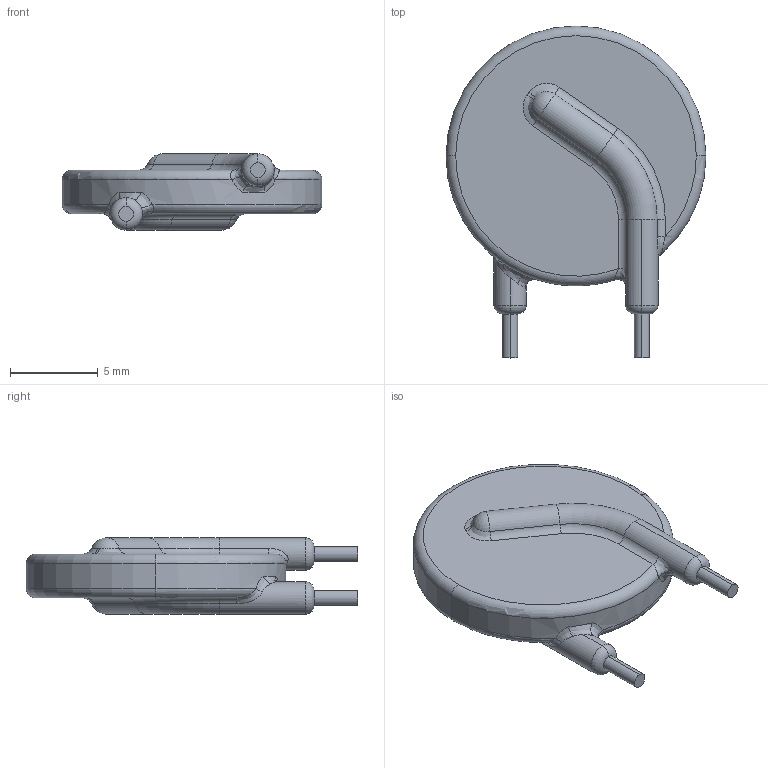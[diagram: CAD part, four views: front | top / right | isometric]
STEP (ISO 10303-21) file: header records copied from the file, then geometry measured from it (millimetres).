
FILE_DESCRIPTION (( 'STEP AP214' ), '1' );
FILE_NAME ('Varistor_14D561K.STEP', '2020-11-08T07:47:56', ( '' ), ( '' ), 'SwSTEP 2.0', 'SolidWorks 2021', '' );
FILE_SCHEMA (( 'AUTOMOTIVE_DESIGN' ));
Length unit declared in the file: millimetre
Products named in the file (1): Varistor_14D561K
Bounding box: 14.8 x 18.9 x 4.35 mm (x, y, z)
Volume: 475.5 mm3; surface area: 502.4 mm2
Topology: 1 solids, 1 shells, 58 faces, 136 edges, 80 vertices
Faces by surface type: cylinder 20, torus 18, bspline 16, plane 4
Entity records: 2296 total; most frequent: CARTESIAN_POINT 915, ORIENTED_EDGE 272, DIRECTION 268, EDGE_CURVE 136, AXIS2_PLACEMENT_3D 121, VERTEX_POINT 80, CIRCLE 78, FACE_OUTER_BOUND 58
